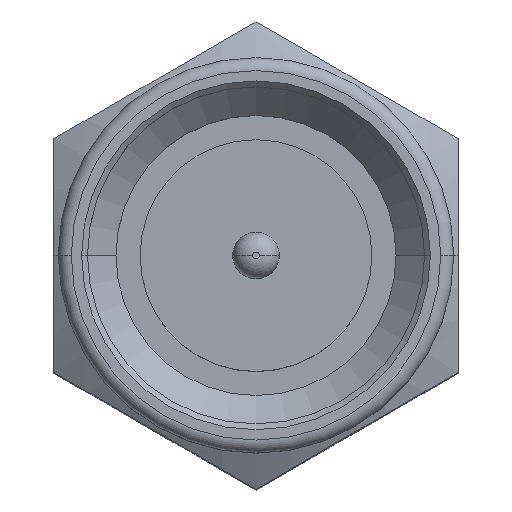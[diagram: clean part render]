
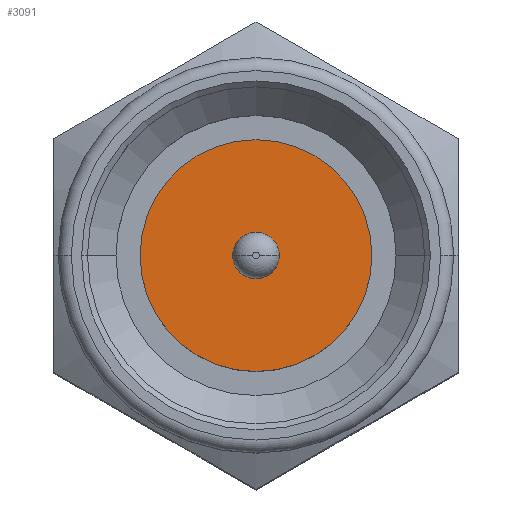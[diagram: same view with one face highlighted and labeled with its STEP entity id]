
A CAD part, top view. The second image highlights one B-rep face of the part: STEP entity #3091.
In plain terms, the highlighted planar face has unit normal (0, 0, 1).
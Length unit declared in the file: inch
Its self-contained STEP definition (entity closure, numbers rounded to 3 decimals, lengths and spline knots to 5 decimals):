
#10 = EDGE_LOOP ( 'NONE', ( #1515, #1561 ) ) ;
#133 = AXIS2_PLACEMENT_3D ( 'NONE', #3203, #241, #2929 ) ;
#154 = CIRCLE ( 'NONE', #2757, 0.0894 ) ;
#241 = DIRECTION ( 'NONE',  ( 0., 0., -1. ) ) ;
#640 = DIRECTION ( 'NONE',  ( 0., 0., -1. ) ) ;
#659 = CARTESIAN_POINT ( 'NONE',  ( 0.018, 0., 0. ) ) ;
#674 = EDGE_LOOP ( 'NONE', ( #2249, #1553 ) ) ;
#816 = CARTESIAN_POINT ( 'NONE',  ( -0.0894, 0., 0. ) ) ;
#917 = FACE_BOUND ( 'NONE', #10, .T. ) ;
#995 = CARTESIAN_POINT ( 'NONE',  ( -0.018, 0., 0. ) ) ;
#997 = CARTESIAN_POINT ( 'NONE',  ( 0., 0., 0. ) ) ;
#1078 = DIRECTION ( 'NONE',  ( 0., 0., -1. ) ) ;
#1172 = EDGE_CURVE ( 'NONE', #1738, #1566, #154, .T. ) ;
#1227 = EDGE_CURVE ( 'NONE', #3691, #1558, #3237, .T. ) ;
#1300 = DIRECTION ( 'NONE',  ( 1., 0., 0. ) ) ;
#1443 = EDGE_CURVE ( 'NONE', #1558, #3691, #2909, .T. ) ;
#1515 = ORIENTED_EDGE ( 'NONE', *, *, #1443, .T. ) ;
#1553 = ORIENTED_EDGE ( 'NONE', *, *, #2564, .T. ) ;
#1558 = VERTEX_POINT ( 'NONE', #995 ) ;
#1561 = ORIENTED_EDGE ( 'NONE', *, *, #1227, .T. ) ;
#1566 = VERTEX_POINT ( 'NONE', #816 ) ;
#1738 = VERTEX_POINT ( 'NONE', #2411 ) ;
#1799 = PLANE ( 'NONE',  #2140 ) ;
#2140 = AXIS2_PLACEMENT_3D ( 'NONE', #2415, #640, #2711 ) ;
#2203 = DIRECTION ( 'NONE',  ( 0., 0., 1. ) ) ;
#2249 = ORIENTED_EDGE ( 'NONE', *, *, #1172, .T. ) ;
#2258 = CARTESIAN_POINT ( 'NONE',  ( 0., 0., 0. ) ) ;
#2307 = FACE_OUTER_BOUND ( 'NONE', #674, .T. ) ;
#2411 = CARTESIAN_POINT ( 'NONE',  ( 0.0894, 0., 0. ) ) ;
#2415 = CARTESIAN_POINT ( 'NONE',  ( 0., 0.0575, 0. ) ) ;
#2563 = DIRECTION ( 'NONE',  ( 1., 0., 0. ) ) ;
#2564 = EDGE_CURVE ( 'NONE', #1566, #1738, #2800, .T. ) ;
#2590 = CARTESIAN_POINT ( 'NONE',  ( 0., 0., 0. ) ) ;
#2711 = DIRECTION ( 'NONE',  ( -1., 0., 0. ) ) ;
#2757 = AXIS2_PLACEMENT_3D ( 'NONE', #2590, #2203, #2563 ) ;
#2800 = CIRCLE ( 'NONE', #3675, 0.0894 ) ;
#2909 = CIRCLE ( 'NONE', #133, 0.018 ) ;
#2929 = DIRECTION ( 'NONE',  ( -1., 0., 0. ) ) ;
#3070 = DIRECTION ( 'NONE',  ( 0., 0., 1. ) ) ;
#3091 = ADVANCED_FACE ( 'NONE', ( #917, #2307 ), #1799, .F. ) ;
#3144 = DIRECTION ( 'NONE',  ( -1., 0., 0. ) ) ;
#3203 = CARTESIAN_POINT ( 'NONE',  ( 0., 0., 0. ) ) ;
#3237 = CIRCLE ( 'NONE', #3546, 0.018 ) ;
#3546 = AXIS2_PLACEMENT_3D ( 'NONE', #2258, #1078, #3144 ) ;
#3675 = AXIS2_PLACEMENT_3D ( 'NONE', #997, #3070, #1300 ) ;
#3691 = VERTEX_POINT ( 'NONE', #659 ) ;
